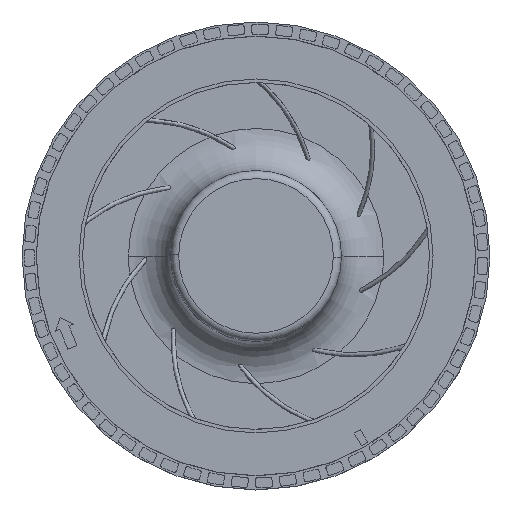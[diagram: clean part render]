
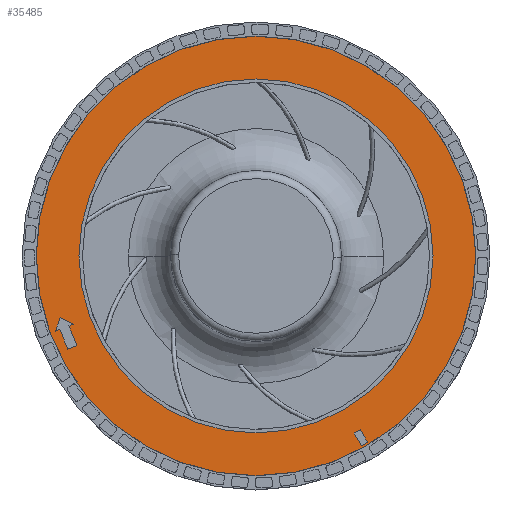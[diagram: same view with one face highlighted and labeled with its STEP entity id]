
A CAD part, top view. The second image highlights one B-rep face of the part: STEP entity #35485.
In plain terms, the highlighted planar face has unit normal (0, 0, 1).
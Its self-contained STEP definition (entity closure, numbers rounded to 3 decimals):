
#11210=CARTESIAN_POINT('',(60.,60.041,-1.4));
#11211=DIRECTION('',(0.,0.,-1.));
#11212=DIRECTION('',(-1.,0.,0.));
#11213=AXIS2_PLACEMENT_3D('',#11210,#11211,#11212);
#11215=CARTESIAN_POINT('',(60.,60.041,-1.4));
#11216=DIRECTION('',(0.,0.,-1.));
#11217=DIRECTION('',(1.,0.,0.));
#11218=AXIS2_PLACEMENT_3D('',#11215,#11216,#11217);
#11220=DIRECTION('',(0.927,0.375,0.));
#11221=VECTOR('',#11220,1.25);
#11222=CARTESIAN_POINT('',(8.546,40.708,-1.4));
#11223=LINE('',#11222,#11221);
#11224=DIRECTION('',(0.375,-0.927,0.));
#11225=VECTOR('',#11224,5.5);
#11226=CARTESIAN_POINT('',(9.705,41.176,-1.4));
#11227=LINE('',#11226,#11225);
#11228=DIRECTION('',(0.927,0.375,0.));
#11229=VECTOR('',#11228,2.5);
#11230=CARTESIAN_POINT('',(11.765,36.077,-1.4));
#11231=LINE('',#11230,#11229);
#11232=DIRECTION('',(-0.375,0.927,0.));
#11233=VECTOR('',#11232,5.5);
#11234=CARTESIAN_POINT('',(14.083,37.013,-1.4));
#11235=LINE('',#11234,#11233);
#11236=DIRECTION('',(0.927,0.375,0.));
#11237=VECTOR('',#11236,1.25);
#11238=CARTESIAN_POINT('',(12.022,42.113,-1.4));
#11239=LINE('',#11238,#11237);
#11240=DIRECTION('',(-0.897,0.442,0.));
#11241=VECTOR('',#11240,3.754);
#11242=CARTESIAN_POINT('',(13.181,42.581,-1.4));
#11243=LINE('',#11242,#11241);
#11244=DIRECTION('',(-0.338,-0.941,0.));
#11245=VECTOR('',#11244,3.754);
#11246=CARTESIAN_POINT('',(9.815,44.241,-1.4));
#11247=LINE('',#11246,#11245);
#11248=DIRECTION('',(-0.866,-0.5,0.));
#11249=VECTOR('',#11248,1.8);
#11250=CARTESIAN_POINT('',(86.729,15.544,-1.4));
#11251=LINE('',#11250,#11249);
#11252=DIRECTION('',(0.5,-0.866,0.));
#11253=VECTOR('',#11252,3.8);
#11254=CARTESIAN_POINT('',(85.171,14.644,-1.4));
#11255=LINE('',#11254,#11253);
#11256=DIRECTION('',(0.866,0.5,0.));
#11257=VECTOR('',#11256,1.8);
#11258=CARTESIAN_POINT('',(87.071,11.353,-1.4));
#11259=LINE('',#11258,#11257);
#11260=DIRECTION('',(-0.5,0.866,0.));
#11261=VECTOR('',#11260,3.8);
#11262=CARTESIAN_POINT('',(88.629,12.253,-1.4));
#11263=LINE('',#11262,#11261);
#11264=CARTESIAN_POINT('',(60.,60.041,-1.4));
#11265=DIRECTION('',(0.,0.,1.));
#11266=DIRECTION('',(-1.,0.,0.));
#11267=AXIS2_PLACEMENT_3D('',#11264,#11265,#11266);
#11269=CARTESIAN_POINT('',(60.,60.041,-1.4));
#11270=DIRECTION('',(0.,0.,1.));
#11271=DIRECTION('',(1.,0.,0.));
#11272=AXIS2_PLACEMENT_3D('',#11269,#11270,#11271);
#22390=CARTESIAN_POINT('',(116.351,60.041,
-1.4));
#22391=VERTEX_POINT('',#22390);
#22392=CARTESIAN_POINT('',(3.649,60.041,
-1.4));
#22393=VERTEX_POINT('',#22392);
#22394=CARTESIAN_POINT('',(8.546,40.708,-1.4));
#22395=CARTESIAN_POINT('',(9.705,41.176,-1.4));
#22396=VERTEX_POINT('',#22394);
#22397=VERTEX_POINT('',#22395);
#22398=CARTESIAN_POINT('',(11.765,36.077,-1.4));
#22399=VERTEX_POINT('',#22398);
#22400=CARTESIAN_POINT('',(14.083,37.013,-1.4));
#22401=VERTEX_POINT('',#22400);
#22402=CARTESIAN_POINT('',(12.022,42.113,-1.4));
#22403=VERTEX_POINT('',#22402);
#22404=CARTESIAN_POINT('',(13.181,42.581,-1.4));
#22405=VERTEX_POINT('',#22404);
#22406=CARTESIAN_POINT('',(9.815,44.241,-1.4));
#22407=VERTEX_POINT('',#22406);
#22408=CARTESIAN_POINT('',(86.729,15.544,-1.4));
#22409=CARTESIAN_POINT('',(85.171,14.644,-1.4));
#22410=VERTEX_POINT('',#22408);
#22411=VERTEX_POINT('',#22409);
#22412=CARTESIAN_POINT('',(87.071,11.353,-1.4));
#22413=VERTEX_POINT('',#22412);
#22414=CARTESIAN_POINT('',(88.629,12.253,-1.4));
#22415=VERTEX_POINT('',#22414);
#22416=CARTESIAN_POINT('',(14.6,60.041,-1.4));
#22417=CARTESIAN_POINT('',(105.4,60.041,-1.4));
#22418=VERTEX_POINT('',#22416);
#22419=VERTEX_POINT('',#22417);
#35443=CARTESIAN_POINT('',(60.,60.041,-1.4));
#35444=DIRECTION('',(0.,0.,1.));
#35445=DIRECTION('',(-1.,0.,0.));
#35446=AXIS2_PLACEMENT_3D('',#35443,#35444,#35445);
#35447=PLANE('',#35446);
#35449=ORIENTED_EDGE('',*,*,#35448,.T.);
#35450=ORIENTED_EDGE('',*,*,#35433,.T.);
#35451=EDGE_LOOP('',(#35449,#35450));
#35452=FACE_OUTER_BOUND('',#35451,.F.);
#35454=ORIENTED_EDGE('',*,*,#35453,.T.);
#35456=ORIENTED_EDGE('',*,*,#35455,.T.);
#35458=ORIENTED_EDGE('',*,*,#35457,.T.);
#35460=ORIENTED_EDGE('',*,*,#35459,.T.);
#35462=ORIENTED_EDGE('',*,*,#35461,.T.);
#35464=ORIENTED_EDGE('',*,*,#35463,.T.);
#35466=ORIENTED_EDGE('',*,*,#35465,.T.);
#35467=EDGE_LOOP('',(#35454,#35456,#35458,#35460,#35462,#35464,#35466));
#35468=FACE_BOUND('',#35467,.F.);
#35470=ORIENTED_EDGE('',*,*,#35469,.T.);
#35472=ORIENTED_EDGE('',*,*,#35471,.T.);
#35474=ORIENTED_EDGE('',*,*,#35473,.T.);
#35476=ORIENTED_EDGE('',*,*,#35475,.T.);
#35477=EDGE_LOOP('',(#35470,#35472,#35474,#35476));
#35478=FACE_BOUND('',#35477,.F.);
#35480=ORIENTED_EDGE('',*,*,#35479,.T.);
#35482=ORIENTED_EDGE('',*,*,#35481,.T.);
#35483=EDGE_LOOP('',(#35480,#35482));
#35484=FACE_BOUND('',#35483,.F.);
#11214=CIRCLE('',#11213,56.351);
#11219=CIRCLE('',#11218,56.351);
#11268=CIRCLE('',#11267,45.4);
#11273=CIRCLE('',#11272,45.4);
#35433=EDGE_CURVE('',#22391,#22393,#11219,.T.);
#35448=EDGE_CURVE('',#22393,#22391,#11214,.T.);
#35453=EDGE_CURVE('',#22396,#22397,#11223,.T.);
#35455=EDGE_CURVE('',#22397,#22399,#11227,.T.);
#35457=EDGE_CURVE('',#22399,#22401,#11231,.T.);
#35459=EDGE_CURVE('',#22401,#22403,#11235,.T.);
#35461=EDGE_CURVE('',#22403,#22405,#11239,.T.);
#35463=EDGE_CURVE('',#22405,#22407,#11243,.T.);
#35465=EDGE_CURVE('',#22407,#22396,#11247,.T.);
#35469=EDGE_CURVE('',#22410,#22411,#11251,.T.);
#35471=EDGE_CURVE('',#22411,#22413,#11255,.T.);
#35473=EDGE_CURVE('',#22413,#22415,#11259,.T.);
#35475=EDGE_CURVE('',#22415,#22410,#11263,.T.);
#35479=EDGE_CURVE('',#22418,#22419,#11268,.T.);
#35481=EDGE_CURVE('',#22419,#22418,#11273,.T.);
#35485=ADVANCED_FACE('',(#35452,#35468,#35478,#35484),#35447,.T.);
